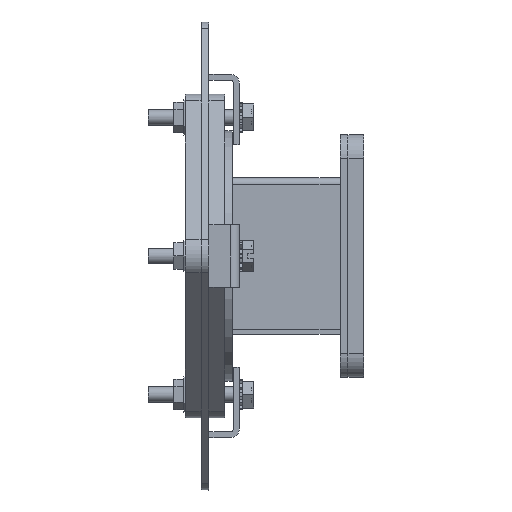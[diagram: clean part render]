
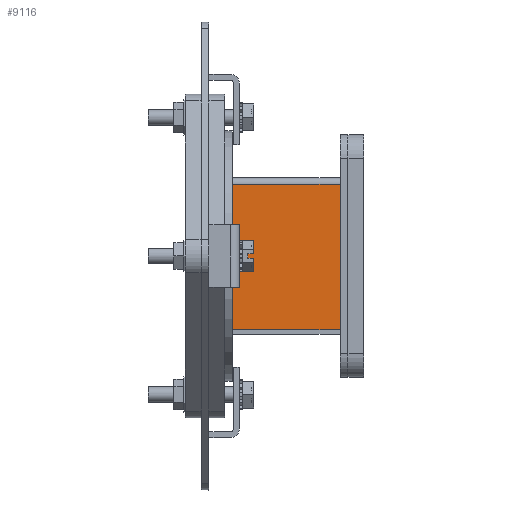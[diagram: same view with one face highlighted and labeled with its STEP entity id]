
A CAD part, left-side view. The second image highlights one B-rep face of the part: STEP entity #9116.
In plain terms, the highlighted planar face has unit normal (-1, 0, 0).
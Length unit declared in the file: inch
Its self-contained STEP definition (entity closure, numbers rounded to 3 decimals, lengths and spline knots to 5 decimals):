
#834 = LINE ( 'NONE', #2146, #15869 ) ;
#1378 = VERTEX_POINT ( 'NONE', #18988 ) ;
#2146 = CARTESIAN_POINT ( 'NONE',  ( -1.25, 0.859, -1.25 ) ) ;
#2400 = PLANE ( 'NONE',  #5493 ) ;
#2591 = DIRECTION ( 'NONE',  ( 0., 0., -1. ) ) ;
#2653 = CARTESIAN_POINT ( 'NONE',  ( -1.25, -0.859, -1.177 ) ) ;
#2823 = CARTESIAN_POINT ( 'NONE',  ( -1.25, -0.859, 1.25 ) ) ;
#4348 = LINE ( 'NONE', #2653, #18039 ) ;
#5493 = AXIS2_PLACEMENT_3D ( 'NONE', #11499, #10384, #2591 ) ;
#5869 = ORIENTED_EDGE ( 'NONE', *, *, #15003, .F. ) ;
#6075 = CARTESIAN_POINT ( 'NONE',  ( -1.25, -0.859, 1.142 ) ) ;
#6180 = VECTOR ( 'NONE', #7825, 39.37008 ) ;
#6515 = VECTOR ( 'NONE', #13622, 39.37008 ) ;
#7330 = LINE ( 'NONE', #2823, #6515 ) ;
#7405 = EDGE_CURVE ( 'NONE', #1378, #13571, #834, .T. ) ;
#7825 = DIRECTION ( 'NONE',  ( 0., -1., 0. ) ) ;
#7955 = VERTEX_POINT ( 'NONE', #6075 ) ;
#9116 = ADVANCED_FACE ( 'NONE', ( #10286 ), #2400, .F. ) ;
#9605 = ORIENTED_EDGE ( 'NONE', *, *, #13909, .F. ) ;
#9737 = EDGE_LOOP ( 'NONE', ( #5869, #14764, #9605, #17524 ) ) ;
#10257 = DIRECTION ( 'NONE',  ( 0., 1., 0. ) ) ;
#10286 = FACE_OUTER_BOUND ( 'NONE', #9737, .T. ) ;
#10384 = DIRECTION ( 'NONE',  ( 1., 0., 0. ) ) ;
#11248 = DIRECTION ( 'NONE',  ( 0., 0., -1. ) ) ;
#11499 = CARTESIAN_POINT ( 'NONE',  ( -1.25, -0.859, 1.25 ) ) ;
#12344 = CARTESIAN_POINT ( 'NONE',  ( -1.25, 0.859, -1.177 ) ) ;
#12861 = CARTESIAN_POINT ( 'NONE',  ( -1.25, -0.859, -1.177 ) ) ;
#13571 = VERTEX_POINT ( 'NONE', #12344 ) ;
#13622 = DIRECTION ( 'NONE',  ( 0., 0., -1. ) ) ;
#13909 = EDGE_CURVE ( 'NONE', #1378, #7955, #16828, .T. ) ;
#14764 = ORIENTED_EDGE ( 'NONE', *, *, #17940, .F. ) ;
#15003 = EDGE_CURVE ( 'NONE', #16071, #13571, #4348, .T. ) ;
#15869 = VECTOR ( 'NONE', #11248, 39.37008 ) ;
#16071 = VERTEX_POINT ( 'NONE', #12861 ) ;
#16828 = LINE ( 'NONE', #18540, #6180 ) ;
#17524 = ORIENTED_EDGE ( 'NONE', *, *, #7405, .T. ) ;
#17940 = EDGE_CURVE ( 'NONE', #7955, #16071, #7330, .T. ) ;
#18039 = VECTOR ( 'NONE', #10257, 39.37008 ) ;
#18540 = CARTESIAN_POINT ( 'NONE',  ( -1.25, -0.859, 1.142 ) ) ;
#18988 = CARTESIAN_POINT ( 'NONE',  ( -1.25, 0.859, 1.142 ) ) ;
